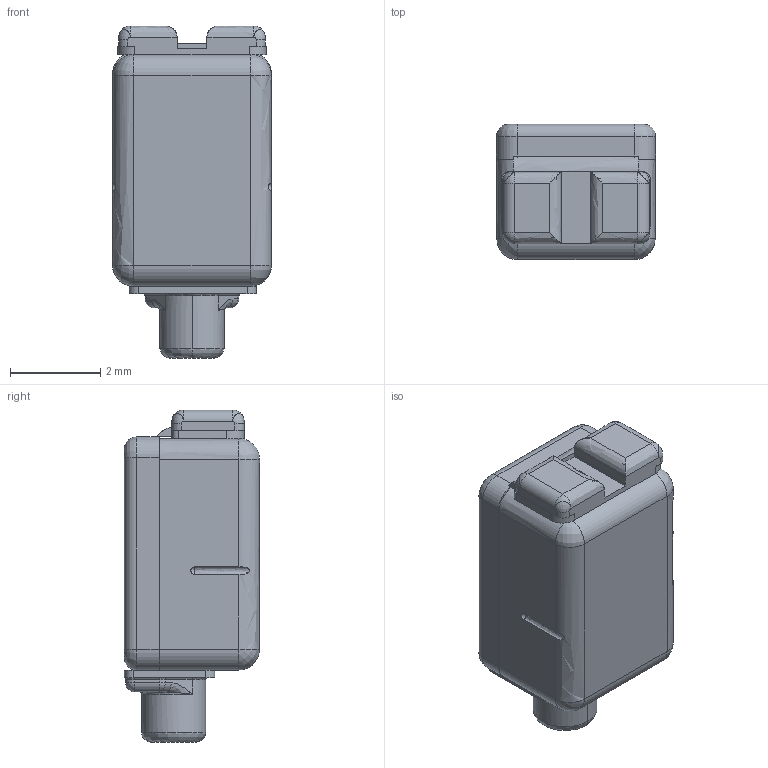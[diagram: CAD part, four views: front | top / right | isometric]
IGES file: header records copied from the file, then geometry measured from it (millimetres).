
Start section:  PTC IGES file: eh-23043-000_sw.igs
Global section: file name: eh-23043-000_sw.igs; native system: Pro/ENGINEER by Parametric Technology Corporation; preprocessor: 2005070; author: MMason; organization: Unknown; date: 051123.101513; units: inch
Bounding box: 3.53 x 3 x 7.36 mm (x, y, z)
Surface area: 186.8 mm2 (no closed solid volume)
Topology: 0 solids, 0 shells, 484 faces, 2866 edges, 2864 vertices
Faces by surface type: bspline 333, revolution 151
